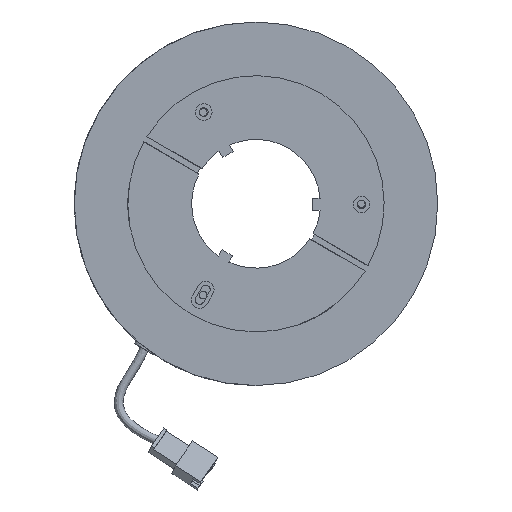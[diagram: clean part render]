
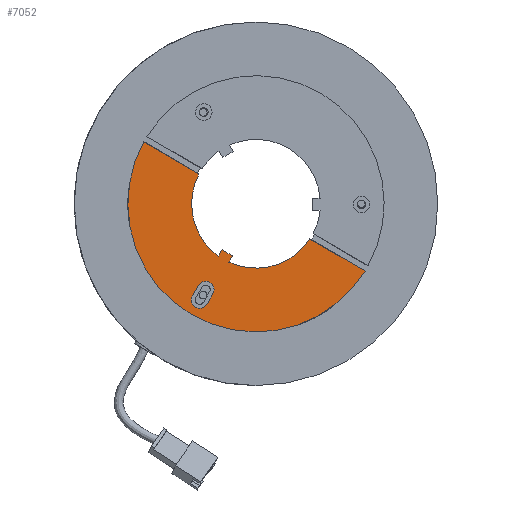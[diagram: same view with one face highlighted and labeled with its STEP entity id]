
A CAD part, front view. The second image highlights one B-rep face of the part: STEP entity #7052.
In plain terms, the highlighted planar face has unit normal (0, -1, 0).
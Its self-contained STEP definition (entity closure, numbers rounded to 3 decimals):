
#606 = AXIS2_PLACEMENT_3D ( 'NONE', #992, #993, #994 ) ;
#985 = PLANE ( 'NONE',  #606 ) ;
#992 = CARTESIAN_POINT ( 'NONE',  ( -80.802, -10., 47.301 ) ) ;
#993 = DIRECTION ( 'NONE',  ( 0., -1., 0. ) ) ;
#994 = DIRECTION ( 'NONE',  ( -0.505, 0., -0.863 ) ) ;
#1073 = FACE_OUTER_BOUND ( 'NONE', #7274, .T. ) ;
#1077 = FACE_BOUND ( 'NONE', #7273, .T. ) ;
#3892 = CIRCLE ( 'NONE', #5353, 2.75 ) ;
#3917 = LINE ( 'NONE', #5316, #3920 ) ;
#3920 = VECTOR ( 'NONE', #5317, 1000. ) ;
#3923 = CIRCLE ( 'NONE', #5363, 2.75 ) ;
#3927 = LINE ( 'NONE', #5330, #3930 ) ;
#3930 = VECTOR ( 'NONE', #5331, 1000. ) ;
#3931 = CIRCLE ( 'NONE', #5365, 2.75 ) ;
#3946 = CIRCLE ( 'NONE', #5370, 21.35 ) ;
#3968 = LINE ( 'NONE', #5532, #3971 ) ;
#3971 = VECTOR ( 'NONE', #5533, 1000. ) ;
#3974 = CIRCLE ( 'NONE', #5375, 21.35 ) ;
#3977 = LINE ( 'NONE', #5543, #3980 ) ;
#3980 = VECTOR ( 'NONE', #5544, 1000. ) ;
#3981 = CIRCLE ( 'NONE', #5376, 18.862 ) ;
#3983 = LINE ( 'NONE', #5538, #3985 ) ;
#3984 = LINE ( 'NONE', #5552, #3987 ) ;
#3985 = VECTOR ( 'NONE', #5539, 1000. ) ;
#3986 = CIRCLE ( 'NONE', #5377, 42.5 ) ;
#3987 = VECTOR ( 'NONE', #5553, 1000. ) ;
#4752 = CARTESIAN_POINT ( 'NONE',  ( -18.692, -10., -31.931 ) ) ;
#4855 = CARTESIAN_POINT ( 'NONE',  ( -16.319, -10., -33.32 ) ) ;
#4856 = CARTESIAN_POINT ( 'NONE',  ( -20.082, -10., -34.304 ) ) ;
#4866 = CARTESIAN_POINT ( 'NONE',  ( -14.298, -10., -29.868 ) ) ;
#4870 = CARTESIAN_POINT ( 'NONE',  ( -21.066, -10., -30.542 ) ) ;
#4872 = CARTESIAN_POINT ( 'NONE',  ( -19.045, -10., -27.09 ) ) ;
#4881 = CARTESIAN_POINT ( 'NONE',  ( -18.91, -10., 9.911 ) ) ;
#4882 = CARTESIAN_POINT ( 'NONE',  ( -12.465, -10., -17.334 ) ) ;
#4888 = CARTESIAN_POINT ( 'NONE',  ( 17.9, -10., -11.637 ) ) ;
#4889 = CARTESIAN_POINT ( 'NONE',  ( 36.162, -10., -22.328 ) ) ;
#4890 = CARTESIAN_POINT ( 'NONE',  ( -7.75, -10., -17.197 ) ) ;
#4892 = CARTESIAN_POINT ( 'NONE',  ( -37.173, -10., 20.602 ) ) ;
#4893 = CARTESIAN_POINT ( 'NONE',  ( -9.013, -10., -19.355 ) ) ;
#4895 = CARTESIAN_POINT ( 'NONE',  ( -11.202, -10., -15.176 ) ) ;
#5123 = CARTESIAN_POINT ( 'NONE',  ( -18.692, -10., -31.931 ) ) ;
#5124 = DIRECTION ( 'NONE',  ( 0., 1., 0. ) ) ;
#5125 = DIRECTION ( 'NONE',  ( -0.505, 0., -0.863 ) ) ;
#5316 = CARTESIAN_POINT ( 'NONE',  ( 2.373, -10., -1.389 ) ) ;
#5317 = DIRECTION ( 'NONE',  ( -0.505, 0., -0.863 ) ) ;
#5326 = CARTESIAN_POINT ( 'NONE',  ( -16.672, -10., -28.479 ) ) ;
#5327 = DIRECTION ( 'NONE',  ( 0., 1., 0. ) ) ;
#5328 = DIRECTION ( 'NONE',  ( -0.505, 0., -0.863 ) ) ;
#5330 = CARTESIAN_POINT ( 'NONE',  ( -2.373, -10., 1.389 ) ) ;
#5331 = DIRECTION ( 'NONE',  ( 0.505, 0., 0.863 ) ) ;
#5353 = AXIS2_PLACEMENT_3D ( 'NONE', #5123, #5124, #5125 ) ;
#5363 = AXIS2_PLACEMENT_3D ( 'NONE', #5326, #5327, #5328 ) ;
#5365 = AXIS2_PLACEMENT_3D ( 'NONE', #4752, #5477, #5478 ) ;
#5370 = AXIS2_PLACEMENT_3D ( 'NONE', #5506, #5507, #5508 ) ;
#5375 = AXIS2_PLACEMENT_3D ( 'NONE', #5540, #5541, #5542 ) ;
#5376 = AXIS2_PLACEMENT_3D ( 'NONE', #5549, #5550, #5551 ) ;
#5377 = AXIS2_PLACEMENT_3D ( 'NONE', #5554, #5555, #5556 ) ;
#5477 = DIRECTION ( 'NONE',  ( 0., 1., 0. ) ) ;
#5478 = DIRECTION ( 'NONE',  ( -0.505, 0., -0.863 ) ) ;
#5506 = CARTESIAN_POINT ( 'NONE',  ( 0., -10., 0. ) ) ;
#5507 = DIRECTION ( 'NONE',  ( 0., 1., 0. ) ) ;
#5508 = DIRECTION ( 'NONE',  ( 0.505, 0., 0.863 ) ) ;
#5532 = CARTESIAN_POINT ( 'NONE',  ( -81.307, -10., 46.438 ) ) ;
#5533 = DIRECTION ( 'NONE',  ( -0.863, 0., 0.505 ) ) ;
#5538 = CARTESIAN_POINT ( 'NONE',  ( -1.726, -10., 1.01 ) ) ;
#5539 = DIRECTION ( 'NONE',  ( 0.505, 0., 0.863 ) ) ;
#5540 = CARTESIAN_POINT ( 'NONE',  ( 0., -10., 0. ) ) ;
#5541 = DIRECTION ( 'NONE',  ( 0., 1., 0. ) ) ;
#5542 = DIRECTION ( 'NONE',  ( 0.505, 0., 0.863 ) ) ;
#5543 = CARTESIAN_POINT ( 'NONE',  ( 1.726, -10., -1.01 ) ) ;
#5544 = DIRECTION ( 'NONE',  ( 0.505, 0., 0.863 ) ) ;
#5549 = CARTESIAN_POINT ( 'NONE',  ( 0., -10., 0. ) ) ;
#5550 = DIRECTION ( 'NONE',  ( 0., 1., 0. ) ) ;
#5551 = DIRECTION ( 'NONE',  ( 0.505, 0., 0.863 ) ) ;
#5552 = CARTESIAN_POINT ( 'NONE',  ( -81.307, -10., 46.438 ) ) ;
#5553 = DIRECTION ( 'NONE',  ( -0.863, 0., 0.505 ) ) ;
#5554 = CARTESIAN_POINT ( 'NONE',  ( 0., -10., 0. ) ) ;
#5555 = DIRECTION ( 'NONE',  ( 0., 1., 0. ) ) ;
#5556 = DIRECTION ( 'NONE',  ( 0.505, 0., 0.863 ) ) ;
#7052 = ADVANCED_FACE ( 'NONE', ( #1073, #1077 ), #985, .T. ) ;
#7273 = EDGE_LOOP ( 'NONE', ( #8286, #8287, #8288, #8289, #8290 ) ) ;
#7274 = EDGE_LOOP ( 'NONE', ( #8278, #8279, #8280, #8281, #8282, #8283, #8284, #8285 ) ) ;
#7749 = VERTEX_POINT ( 'NONE', #4855 ) ;
#7750 = VERTEX_POINT ( 'NONE', #4856 ) ;
#7760 = VERTEX_POINT ( 'NONE', #4866 ) ;
#7764 = VERTEX_POINT ( 'NONE', #4870 ) ;
#7766 = VERTEX_POINT ( 'NONE', #4872 ) ;
#7775 = VERTEX_POINT ( 'NONE', #4881 ) ;
#7776 = VERTEX_POINT ( 'NONE', #4882 ) ;
#7782 = VERTEX_POINT ( 'NONE', #4888 ) ;
#7783 = VERTEX_POINT ( 'NONE', #4889 ) ;
#7784 = VERTEX_POINT ( 'NONE', #4890 ) ;
#7786 = VERTEX_POINT ( 'NONE', #4892 ) ;
#7787 = VERTEX_POINT ( 'NONE', #4893 ) ;
#7789 = VERTEX_POINT ( 'NONE', #4895 ) ;
#8278 = ORIENTED_EDGE ( 'NONE', *, *, #8385, .F. ) ;
#8279 = ORIENTED_EDGE ( 'NONE', *, *, #8366, .T. ) ;
#8280 = ORIENTED_EDGE ( 'NONE', *, *, #8386, .T. ) ;
#8281 = ORIENTED_EDGE ( 'NONE', *, *, #8387, .F. ) ;
#8282 = ORIENTED_EDGE ( 'NONE', *, *, #8377, .T. ) ;
#8283 = ORIENTED_EDGE ( 'NONE', *, *, #8380, .T. ) ;
#8284 = ORIENTED_EDGE ( 'NONE', *, *, #8382, .T. ) ;
#8285 = ORIENTED_EDGE ( 'NONE', *, *, #8384, .T. ) ;
#8286 = ORIENTED_EDGE ( 'NONE', *, *, #8323, .T. ) ;
#8287 = ORIENTED_EDGE ( 'NONE', *, *, #8353, .T. ) ;
#8288 = ORIENTED_EDGE ( 'NONE', *, *, #8351, .T. ) ;
#8289 = ORIENTED_EDGE ( 'NONE', *, *, #8348, .T. ) ;
#8290 = ORIENTED_EDGE ( 'NONE', *, *, #8345, .T. ) ;
#8323 = EDGE_CURVE ( 'NONE', #7749, #7750, #3892, .T. ) ;
#8345 = EDGE_CURVE ( 'NONE', #7760, #7749, #3917, .T. ) ;
#8348 = EDGE_CURVE ( 'NONE', #7766, #7760, #3923, .T. ) ;
#8351 = EDGE_CURVE ( 'NONE', #7764, #7766, #3927, .T. ) ;
#8353 = EDGE_CURVE ( 'NONE', #7750, #7764, #3931, .T. ) ;
#8366 = EDGE_CURVE ( 'NONE', #7776, #7775, #3946, .T. ) ;
#8377 = EDGE_CURVE ( 'NONE', #7783, #7782, #3968, .T. ) ;
#8380 = EDGE_CURVE ( 'NONE', #7782, #7787, #3974, .T. ) ;
#8382 = EDGE_CURVE ( 'NONE', #7787, #7784, #3977, .T. ) ;
#8384 = EDGE_CURVE ( 'NONE', #7784, #7789, #3981, .T. ) ;
#8385 = EDGE_CURVE ( 'NONE', #7776, #7789, #3983, .T. ) ;
#8386 = EDGE_CURVE ( 'NONE', #7775, #7786, #3984, .T. ) ;
#8387 = EDGE_CURVE ( 'NONE', #7783, #7786, #3986, .T. ) ;
